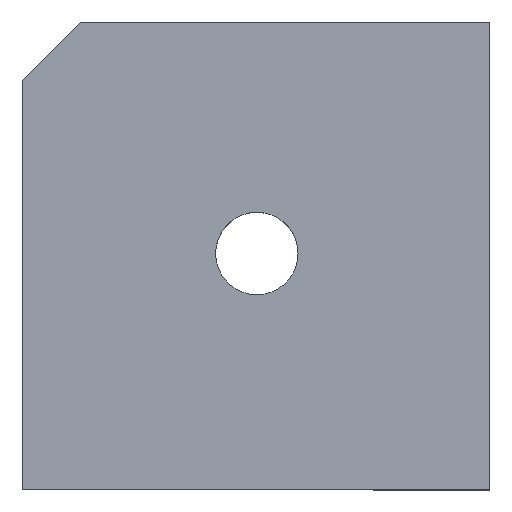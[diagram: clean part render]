
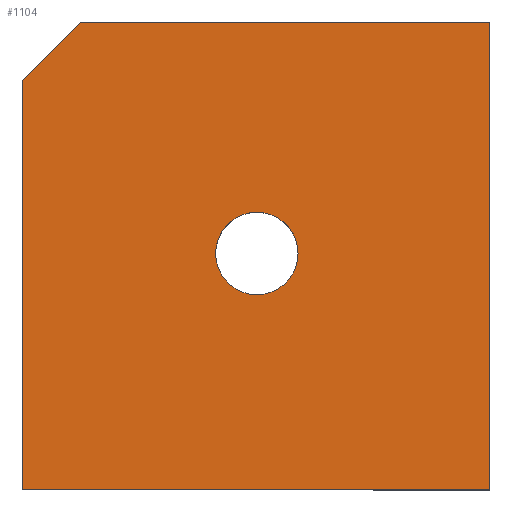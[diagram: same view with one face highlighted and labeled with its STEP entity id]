
A CAD part, top view. The second image highlights one B-rep face of the part: STEP entity #1104.
In plain terms, the highlighted planar face has unit normal (0, 0, 1).
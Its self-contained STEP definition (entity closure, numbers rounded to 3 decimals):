
#700=CARTESIAN_POINT('',(0.,2.54,7.62));
#701=VERTEX_POINT('',#700);
#710=CARTESIAN_POINT('',(0.,-2.54,7.62));
#711=VERTEX_POINT('',#710);
#712=CARTESIAN_POINT('',(0.,0.,7.62));
#713=DIRECTION('',(0.0,0.0,-1.0));
#714=DIRECTION('',(0.0,1.0,0.0));
#715=AXIS2_PLACEMENT_3D('',#712,#713,#714);
#716=CIRCLE('',#715,2.54);
#717=EDGE_CURVE('',#711,#701,#716,.T.);
#906=CARTESIAN_POINT('',(0.,0.,7.62));
#907=DIRECTION('',(0.0,0.0,-1.0));
#908=DIRECTION('',(0.0,1.0,0.0));
#909=AXIS2_PLACEMENT_3D('',#906,#907,#908);
#910=CIRCLE('',#909,2.54);
#911=EDGE_CURVE('',#701,#711,#910,.T.);
#938=CARTESIAN_POINT('',(-14.45,-14.55,7.62));
#939=VERTEX_POINT('',#938);
#940=CARTESIAN_POINT('',(-14.45,10.664,7.62));
#941=VERTEX_POINT('',#940);
#942=CARTESIAN_POINT('',(-14.45,-14.55,7.62));
#943=DIRECTION('',(0.0,1.0,0.0));
#944=VECTOR('',#943,25.214);
#945=LINE('',#942,#944);
#946=EDGE_CURVE('',#939,#941,#945,.T.);
#978=CARTESIAN_POINT('',(-10.864,14.25,7.62));
#979=VERTEX_POINT('',#978);
#980=CARTESIAN_POINT('',(-14.45,10.664,7.62));
#981=DIRECTION('',(0.707,0.707,0.));
#982=VECTOR('',#981,5.071);
#983=LINE('',#980,#982);
#984=EDGE_CURVE('',#941,#979,#983,.T.);
#1009=CARTESIAN_POINT('',(14.35,14.25,7.62));
#1010=VERTEX_POINT('',#1009);
#1011=CARTESIAN_POINT('',(-10.864,14.25,7.62));
#1012=DIRECTION('',(1.0,0.0,0.0));
#1013=VECTOR('',#1012,25.214);
#1014=LINE('',#1011,#1013);
#1015=EDGE_CURVE('',#979,#1010,#1014,.T.);
#1040=CARTESIAN_POINT('',(14.35,-14.55,7.62));
#1041=VERTEX_POINT('',#1040);
#1042=CARTESIAN_POINT('',(14.35,14.25,7.62));
#1043=DIRECTION('',(0.0,-1.0,0.0));
#1044=VECTOR('',#1043,28.8);
#1045=LINE('',#1042,#1044);
#1046=EDGE_CURVE('',#1010,#1041,#1045,.T.);
#1071=CARTESIAN_POINT('',(14.35,-14.55,7.62));
#1072=DIRECTION('',(-1.0,0.0,0.0));
#1073=VECTOR('',#1072,28.8);
#1074=LINE('',#1071,#1073);
#1075=EDGE_CURVE('',#1041,#939,#1074,.T.);
#1088=CARTESIAN_POINT('',(0.241,-0.441,7.62));
#1089=DIRECTION('',(0.0,0.0,-1.0));
#1090=DIRECTION('',(0.0,1.0,0.0));
#1091=AXIS2_PLACEMENT_3D('',#1088,#1089,#1090);
#1092=PLANE('',#1091);
#1093=ORIENTED_EDGE('',*,*,#946,.F.);
#1094=ORIENTED_EDGE('',*,*,#1075,.F.);
#1095=ORIENTED_EDGE('',*,*,#1046,.F.);
#1096=ORIENTED_EDGE('',*,*,#1015,.F.);
#1097=ORIENTED_EDGE('',*,*,#984,.F.);
#1098=EDGE_LOOP('',(#1093,#1094,#1095,#1096,#1097));
#1099=FACE_OUTER_BOUND('',#1098,.T.);
#1100=ORIENTED_EDGE('',*,*,#911,.T.);
#1101=ORIENTED_EDGE('',*,*,#717,.T.);
#1102=EDGE_LOOP('',(#1100,#1101));
#1103=FACE_BOUND('',#1102,.T.);
#1104=ADVANCED_FACE('',(#1099,#1103),#1092,.F.);
